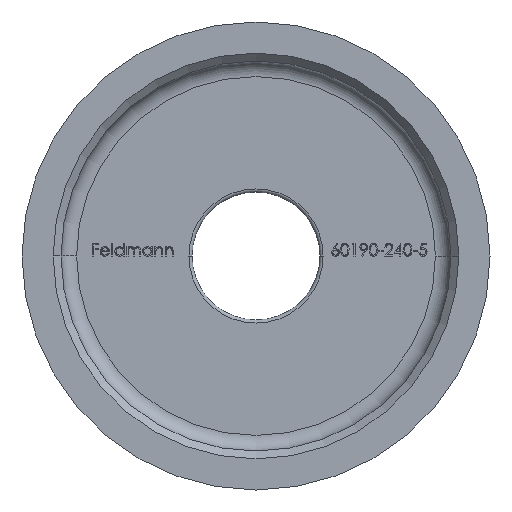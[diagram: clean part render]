
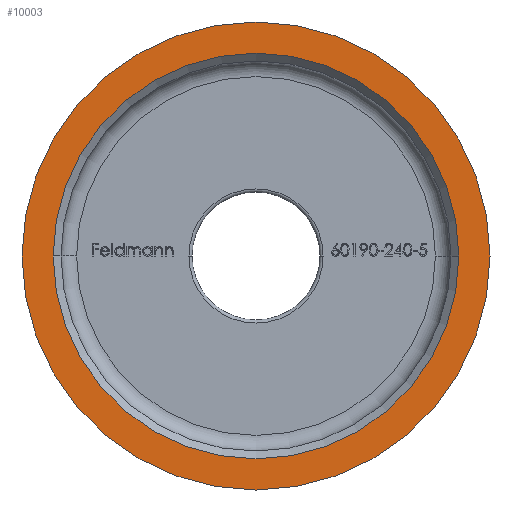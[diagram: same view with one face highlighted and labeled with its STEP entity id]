
A CAD part, front view. The second image highlights one B-rep face of the part: STEP entity #10003.
In plain terms, the highlighted planar face has unit normal (0, -1, 0).
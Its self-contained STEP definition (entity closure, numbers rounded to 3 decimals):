
#138 = CIRCLE ( 'NONE', #14054, 15. ) ;
#617 = AXIS2_PLACEMENT_3D ( 'NONE', #6286, #14025, #7469 ) ;
#857 = CIRCLE ( 'NONE', #9482, 13. ) ;
#1127 = VERTEX_POINT ( 'NONE', #7260 ) ;
#1143 = DIRECTION ( 'NONE',  ( 0., 1., 0. ) ) ;
#1420 = EDGE_CURVE ( 'NONE', #10763, #12842, #857, .T. ) ;
#1704 = DIRECTION ( 'NONE',  ( 1., 0., 0. ) ) ;
#2019 = ORIENTED_EDGE ( 'NONE', *, *, #2372, .T. ) ;
#2372 = EDGE_CURVE ( 'NONE', #8104, #1127, #138, .T. ) ;
#2497 = EDGE_CURVE ( 'NONE', #12842, #10763, #12795, .T. ) ;
#2568 = DIRECTION ( 'NONE',  ( 0., -1., 0. ) ) ;
#3272 = FACE_OUTER_BOUND ( 'NONE', #9837, .T. ) ;
#3609 = CARTESIAN_POINT ( 'NONE',  ( 0., 0., 0. ) ) ;
#3689 = EDGE_LOOP ( 'NONE', ( #3719, #7913 ) ) ;
#3719 = ORIENTED_EDGE ( 'NONE', *, *, #1420, .T. ) ;
#3843 = CARTESIAN_POINT ( 'NONE',  ( 15., 0., 0. ) ) ;
#4491 = CIRCLE ( 'NONE', #11219, 15. ) ;
#5546 = EDGE_CURVE ( 'NONE', #1127, #8104, #4491, .T. ) ;
#6047 = CARTESIAN_POINT ( 'NONE',  ( 15., 0., 0. ) ) ;
#6139 = PLANE ( 'NONE',  #8000 ) ;
#6286 = CARTESIAN_POINT ( 'NONE',  ( 0., 0., 0. ) ) ;
#6614 = CARTESIAN_POINT ( 'NONE',  ( 0., 0., 0. ) ) ;
#7007 = ORIENTED_EDGE ( 'NONE', *, *, #5546, .T. ) ;
#7260 = CARTESIAN_POINT ( 'NONE',  ( -15., 0., 0. ) ) ;
#7469 = DIRECTION ( 'NONE',  ( 1., 0., 0. ) ) ;
#7913 = ORIENTED_EDGE ( 'NONE', *, *, #2497, .T. ) ;
#8000 = AXIS2_PLACEMENT_3D ( 'NONE', #6047, #8235, #1704 ) ;
#8104 = VERTEX_POINT ( 'NONE', #3843 ) ;
#8235 = DIRECTION ( 'NONE',  ( 0., -1., 0. ) ) ;
#8845 = DIRECTION ( 'NONE',  ( 1., 0., 0. ) ) ;
#8999 = DIRECTION ( 'NONE',  ( 1., 0., 0. ) ) ;
#9097 = CARTESIAN_POINT ( 'NONE',  ( 0., 0., 0. ) ) ;
#9452 = FACE_BOUND ( 'NONE', #3689, .T. ) ;
#9482 = AXIS2_PLACEMENT_3D ( 'NONE', #6614, #1143, #8845 ) ;
#9837 = EDGE_LOOP ( 'NONE', ( #2019, #7007 ) ) ;
#10003 = ADVANCED_FACE ( 'NONE', ( #9452, #3272 ), #6139, .T. ) ;
#10763 = VERTEX_POINT ( 'NONE', #12636 ) ;
#11219 = AXIS2_PLACEMENT_3D ( 'NONE', #9097, #12425, #8999 ) ;
#11255 = DIRECTION ( 'NONE',  ( 1., 0., 0. ) ) ;
#12425 = DIRECTION ( 'NONE',  ( 0., -1., 0. ) ) ;
#12500 = CARTESIAN_POINT ( 'NONE',  ( -13., 0., 0. ) ) ;
#12636 = CARTESIAN_POINT ( 'NONE',  ( 13., 0., 0. ) ) ;
#12795 = CIRCLE ( 'NONE', #617, 13. ) ;
#12842 = VERTEX_POINT ( 'NONE', #12500 ) ;
#14025 = DIRECTION ( 'NONE',  ( 0., 1., 0. ) ) ;
#14054 = AXIS2_PLACEMENT_3D ( 'NONE', #3609, #2568, #11255 ) ;
